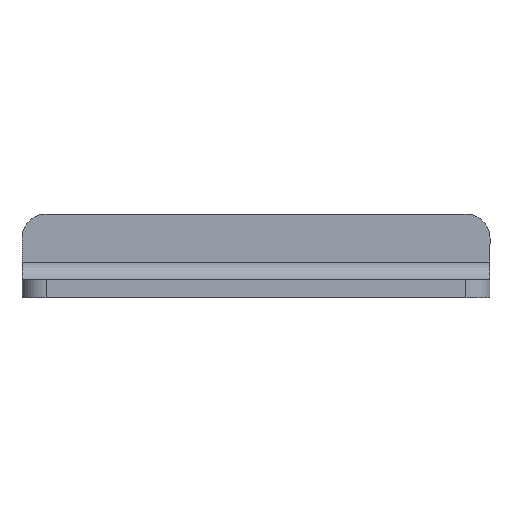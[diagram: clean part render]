
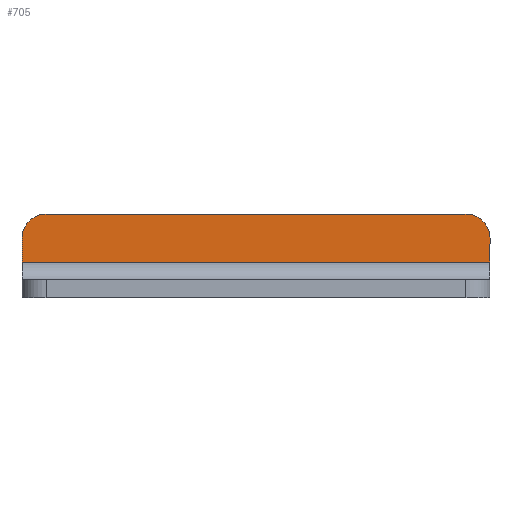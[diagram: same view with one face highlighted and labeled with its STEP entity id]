
A CAD part, left-side view. The second image highlights one B-rep face of the part: STEP entity #705.
In plain terms, the highlighted planar face has unit normal (-1, 0, 0).
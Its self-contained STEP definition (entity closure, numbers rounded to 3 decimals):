
#7 = DIRECTION ( 'NONE',  ( 0., 1., 0. ) ) ;
#35 = CARTESIAN_POINT ( 'NONE',  ( 42., 19.5, 0. ) ) ;
#47 = CARTESIAN_POINT ( 'NONE',  ( 42., 19.5, 1.5 ) ) ;
#87 = FACE_OUTER_BOUND ( 'NONE', #837, .T. ) ;
#121 = CARTESIAN_POINT ( 'NONE',  ( 42., -19.5, 3.5 ) ) ;
#125 = LINE ( 'NONE', #35, #256 ) ;
#142 = ORIENTED_EDGE ( 'NONE', *, *, #890, .T. ) ;
#170 = DIRECTION ( 'NONE',  ( 0., 0., -1. ) ) ;
#223 = VERTEX_POINT ( 'NONE', #1190 ) ;
#256 = VECTOR ( 'NONE', #413, 1000. ) ;
#274 = CIRCLE ( 'NONE', #337, 2. ) ;
#281 = CARTESIAN_POINT ( 'NONE',  ( 42., 0., 5.5 ) ) ;
#286 = DIRECTION ( 'NONE',  ( 0., 1., 0. ) ) ;
#337 = AXIS2_PLACEMENT_3D ( 'NONE', #496, #388, #478 ) ;
#344 = VERTEX_POINT ( 'NONE', #594 ) ;
#346 = DIRECTION ( 'NONE',  ( -1., 0., 0. ) ) ;
#357 = EDGE_CURVE ( 'NONE', #715, #223, #1164, .T. ) ;
#388 = DIRECTION ( 'NONE',  ( -1., 0., 0. ) ) ;
#402 = PLANE ( 'NONE',  #538 ) ;
#413 = DIRECTION ( 'NONE',  ( 0., 0., -1. ) ) ;
#468 = ORIENTED_EDGE ( 'NONE', *, *, #1092, .F. ) ;
#477 = VERTEX_POINT ( 'NONE', #121 ) ;
#478 = DIRECTION ( 'NONE',  ( 0., 0., -1. ) ) ;
#496 = CARTESIAN_POINT ( 'NONE',  ( 42., 17.5, 3.5 ) ) ;
#538 = AXIS2_PLACEMENT_3D ( 'NONE', #681, #1180, #866 ) ;
#586 = VERTEX_POINT ( 'NONE', #47 ) ;
#594 = CARTESIAN_POINT ( 'NONE',  ( 42., 19.5, 3.5 ) ) ;
#617 = VECTOR ( 'NONE', #7, 1000. ) ;
#639 = VECTOR ( 'NONE', #829, 1000. ) ;
#671 = ORIENTED_EDGE ( 'NONE', *, *, #357, .T. ) ;
#681 = CARTESIAN_POINT ( 'NONE',  ( 42., 0., 0. ) ) ;
#705 = ADVANCED_FACE ( 'NONE', ( #87 ), #402, .F. ) ;
#715 = VERTEX_POINT ( 'NONE', #1260 ) ;
#791 = EDGE_CURVE ( 'NONE', #223, #344, #274, .T. ) ;
#829 = DIRECTION ( 'NONE',  ( 0., 0., 1. ) ) ;
#837 = EDGE_LOOP ( 'NONE', ( #1272, #1206, #671, #1129, #142, #468 ) ) ;
#843 = CIRCLE ( 'NONE', #1204, 2. ) ;
#850 = LINE ( 'NONE', #1048, #617 ) ;
#864 = CARTESIAN_POINT ( 'NONE',  ( 42., -19.5, 1.5 ) ) ;
#866 = DIRECTION ( 'NONE',  ( 0., 0., -1. ) ) ;
#890 = EDGE_CURVE ( 'NONE', #344, #586, #125, .T. ) ;
#1018 = EDGE_CURVE ( 'NONE', #477, #715, #843, .T. ) ;
#1021 = LINE ( 'NONE', #1137, #639 ) ;
#1024 = EDGE_CURVE ( 'NONE', #1088, #477, #1021, .T. ) ;
#1048 = CARTESIAN_POINT ( 'NONE',  ( 42., -19.5, 1.5 ) ) ;
#1088 = VERTEX_POINT ( 'NONE', #864 ) ;
#1092 = EDGE_CURVE ( 'NONE', #1088, #586, #850, .T. ) ;
#1129 = ORIENTED_EDGE ( 'NONE', *, *, #791, .T. ) ;
#1137 = CARTESIAN_POINT ( 'NONE',  ( 42., -19.5, 0. ) ) ;
#1164 = LINE ( 'NONE', #281, #1202 ) ;
#1180 = DIRECTION ( 'NONE',  ( 1., 0., 0. ) ) ;
#1190 = CARTESIAN_POINT ( 'NONE',  ( 42., 17.5, 5.5 ) ) ;
#1202 = VECTOR ( 'NONE', #286, 1000. ) ;
#1204 = AXIS2_PLACEMENT_3D ( 'NONE', #1244, #346, #170 ) ;
#1206 = ORIENTED_EDGE ( 'NONE', *, *, #1018, .T. ) ;
#1244 = CARTESIAN_POINT ( 'NONE',  ( 42., -17.5, 3.5 ) ) ;
#1260 = CARTESIAN_POINT ( 'NONE',  ( 42., -17.5, 5.5 ) ) ;
#1272 = ORIENTED_EDGE ( 'NONE', *, *, #1024, .T. ) ;
